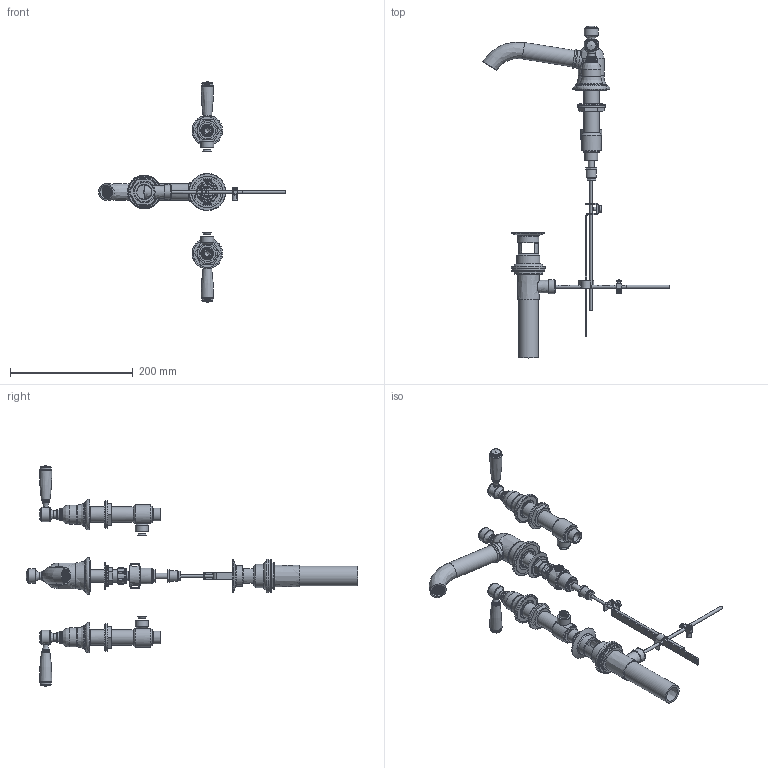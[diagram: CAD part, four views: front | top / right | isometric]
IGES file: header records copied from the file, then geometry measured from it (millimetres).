
Global section: file name: V2KA15-C M W GBC; native system: Autodesk Inventor 2018; preprocessor: unknown; author: adaniels; date: 20180201.153121; units: millimetre
Bounding box: 303.78 x 540.1 x 359.35 mm (x, y, z)
Volume: 593957 mm3; surface area: 282930.1 mm2
Topology: 70 solids, 73 shells, 3123 faces, 8206 edges, 5505 vertices
Faces by surface type: bspline 3123
